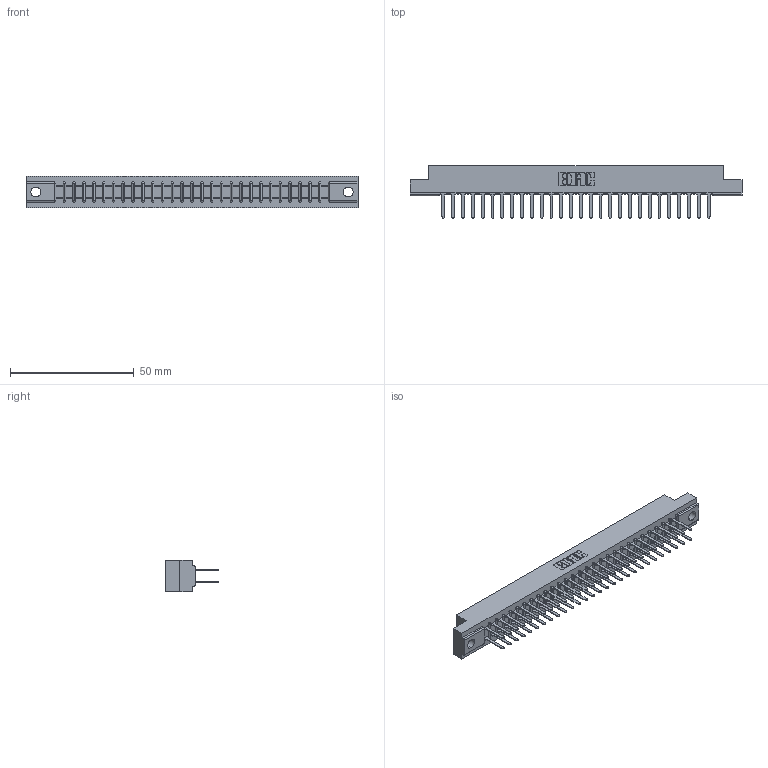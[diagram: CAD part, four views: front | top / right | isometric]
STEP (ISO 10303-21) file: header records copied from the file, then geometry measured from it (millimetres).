
FILE_DESCRIPTION (( 'STEP AP203' ), '1' );
FILE_NAME ('357-056-522-204.STEP', '2019-09-19T04:33:14', ( '' ), ( '' ), 'SwSTEP 2.0', 'SolidWorks 2016', '' );
FILE_SCHEMA (( 'CONFIG_CONTROL_DESIGN' ));
Length unit declared in the file: inch
Products named in the file (3): 307 Part_.156 Dia Mounting Holes; 357-056-522-204; 307-290-001_522
Assembly tree (57 placements, depth 2):
  357-056-522-204
    307 Part_.156 Dia Mounting Holes
    307-290-001_522  x56
Bounding box: 133.96 x 21.11 x 12.7 mm (x, y, z)
Volume: 14160.5 mm3; surface area: 17487.8 mm2
Topology: 57 solids, 57 shells, 2737 faces, 7639 edges, 4938 vertices
Faces by surface type: plane 1820, cylinder 859, sphere 58
Entity records: 27012 total; most frequent: CARTESIAN_POINT 4426, ORIENTED_EDGE 4382, DIRECTION 4333, EDGE_CURVE 2191, LINE 1683, VECTOR 1683, VERTEX_POINT 1418, AXIS2_PLACEMENT_3D 1325
